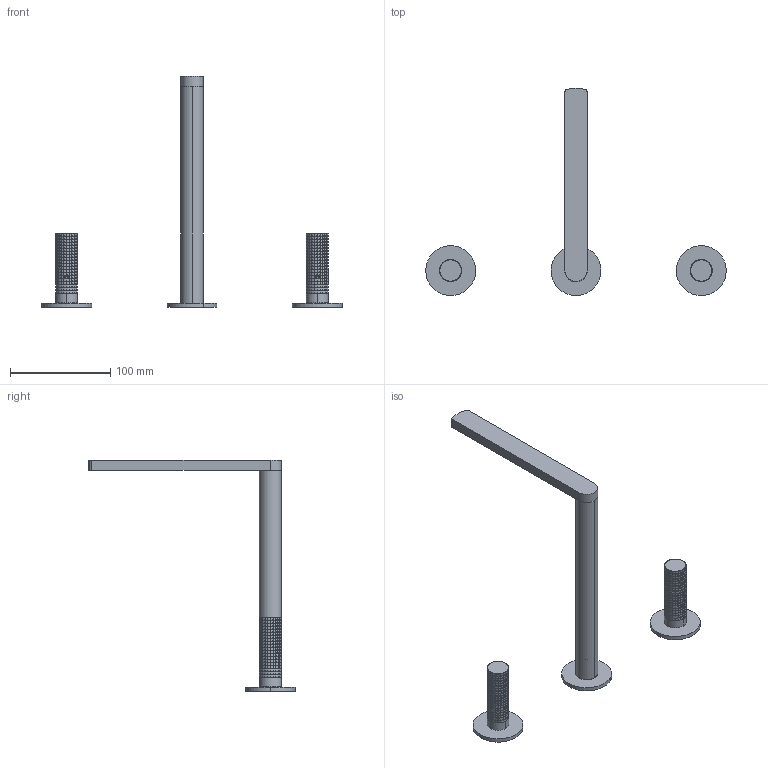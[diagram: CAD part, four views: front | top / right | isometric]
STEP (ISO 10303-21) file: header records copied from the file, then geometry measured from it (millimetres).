
FILE_DESCRIPTION(('CATIA V5 STEP Exchange','CAx-IF Rec.Pracs.--- Model Styling and Organization---1.5--- 2016-08-15','CAx-IF Rec.Pracs.---Supplemental Geometry---1.0---2011-11-01','CAx-IF Rec.Pracs.--- Composite Materials ---3.4---2017-06-13','CAx-IF Rec.Pracs.---Tessellated 3D Geometry---1.0---2015-12-17'),'2;1');
FILE_NAME('X2 00104.stp','2022-09-15T15:57:37+00:00',('none'),('none'),'CATIA Version 5-6 Release 2020 SP2','CATIA V5 STEP AP242 v2','none');
FILE_SCHEMA(('AP242_MANAGED_MODEL_BASED_3D_ENGINEERING_MIM_LF {1 0 10303 442 1 1 4}'));
Length unit declared in the file: millimetre
Products named in the file (3): X2 00104; PR.0484.04_AllCATPart; P47487
Assembly tree (3 placements, depth 2):
  X2 00104
    PR.0484.04_AllCATPart
    P47487  x2
Bounding box: 299.8 x 206.28 x 231 mm (x, y, z)
Volume: 181970.8 mm3; surface area: 64721 mm2
Topology: 11 solids, 11 shells, 4831 faces, 11051 edges, 6312 vertices
Faces by surface type: plane 2009, cone 1776, cylinder 1042, torus 4
Entity records: 68688 total; most frequent: CARTESIAN_POINT 21011, ORIENTED_EDGE 12392, EDGE_CURVE 6196, DIRECTION 4352, VERTEX_POINT 3604, EDGE_LOOP 2776, ADVANCED_FACE 2687, FACE_OUTER_BOUND 2687
